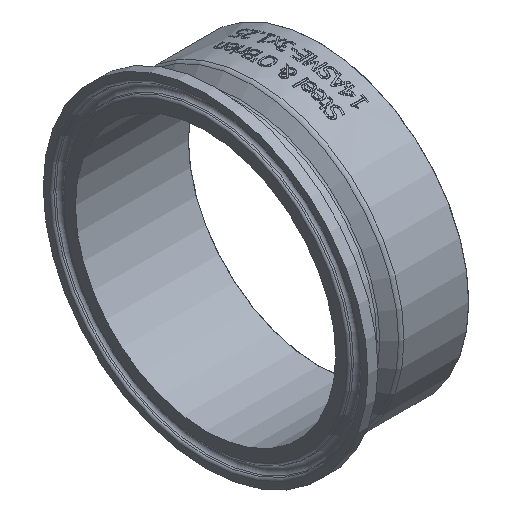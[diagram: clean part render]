
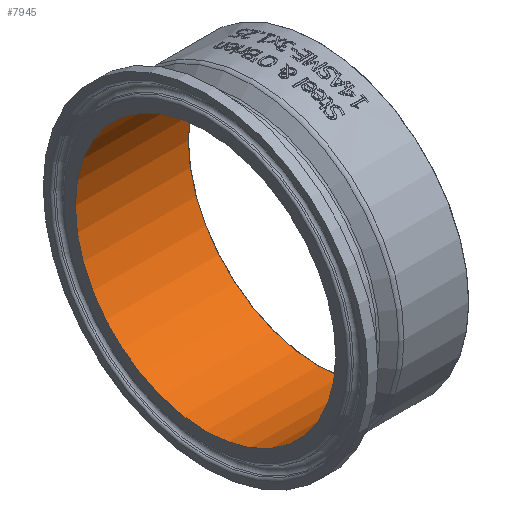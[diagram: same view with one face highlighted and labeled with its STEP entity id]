
A CAD part, isometric view. The second image highlights one B-rep face of the part: STEP entity #7945.
In plain terms, the highlighted cylindrical face has radius 36.449 mm (diameter 72.898 mm), a full revolution.
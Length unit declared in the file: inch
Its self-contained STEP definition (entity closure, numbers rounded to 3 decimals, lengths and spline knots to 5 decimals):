
#923=FACE_OUTER_BOUND('',#1394,.T.);
#1394=EDGE_LOOP('',(#7421,#7422,#7423,#7424,#7425,#7426,#7427));
#1592=CIRCLE('',#8449,1.435);
#1593=CIRCLE('',#8450,1.435);
#1628=CIRCLE('',#8497,1.435);
#1629=CIRCLE('',#8498,1.435);
#1633=CIRCLE('',#8502,1.435);
#2175=LINE('',#17528,#2714);
#2714=VECTOR('',#10127,1.435);
#3837=VERTEX_POINT('',#17426);
#3838=VERTEX_POINT('',#17427);
#3869=VERTEX_POINT('',#17511);
#3870=VERTEX_POINT('',#17512);
#3871=VERTEX_POINT('',#17514);
#5014=EDGE_CURVE('',#3837,#3838,#1592,.T.);
#5015=EDGE_CURVE('',#3838,#3837,#1593,.T.);
#5055=EDGE_CURVE('',#3869,#3870,#1628,.T.);
#5056=EDGE_CURVE('',#3870,#3871,#1629,.T.);
#5060=EDGE_CURVE('',#3871,#3869,#1633,.T.);
#5063=EDGE_CURVE('',#3870,#3838,#2175,.T.);
#7421=ORIENTED_EDGE('',*,*,#5055,.F.);
#7422=ORIENTED_EDGE('',*,*,#5060,.F.);
#7423=ORIENTED_EDGE('',*,*,#5056,.F.);
#7424=ORIENTED_EDGE('',*,*,#5063,.T.);
#7425=ORIENTED_EDGE('',*,*,#5014,.F.);
#7426=ORIENTED_EDGE('',*,*,#5015,.F.);
#7427=ORIENTED_EDGE('',*,*,#5063,.F.);
#7488=CYLINDRICAL_SURFACE('',#8506,1.435);
#7945=ADVANCED_FACE('',(#923),#7488,.F.);
#8449=AXIS2_PLACEMENT_3D('',#17428,#10006,#10007);
#8450=AXIS2_PLACEMENT_3D('',#17429,#10008,#10009);
#8497=AXIS2_PLACEMENT_3D('',#17513,#10107,#10108);
#8498=AXIS2_PLACEMENT_3D('',#17515,#10109,#10110);
#8502=AXIS2_PLACEMENT_3D('',#17521,#10117,#10118);
#8506=AXIS2_PLACEMENT_3D('',#17527,#10125,#10126);
#10006=DIRECTION('center_axis',(1.,0.,0.));
#10007=DIRECTION('ref_axis',(0.,1.,0.));
#10008=DIRECTION('center_axis',(1.,0.,0.));
#10009=DIRECTION('ref_axis',(0.,1.,0.));
#10107=DIRECTION('center_axis',(-1.,0.,0.));
#10108=DIRECTION('ref_axis',(0.,-1.,0.));
#10109=DIRECTION('center_axis',(-1.,0.,0.));
#10110=DIRECTION('ref_axis',(0.,-1.,0.));
#10117=DIRECTION('center_axis',(-1.,0.,0.));
#10118=DIRECTION('ref_axis',(0.,-1.,0.));
#10125=DIRECTION('center_axis',(1.,0.,0.));
#10126=DIRECTION('ref_axis',(0.,1.,0.));
#10127=DIRECTION('',(-1.,0.,0.));
#17426=CARTESIAN_POINT('',(0.,1.435,0.));
#17427=CARTESIAN_POINT('',(0.,-1.435,0.));
#17428=CARTESIAN_POINT('Origin',(0.,0.,0.));
#17429=CARTESIAN_POINT('Origin',(0.,0.,0.));
#17511=CARTESIAN_POINT('',(1.245,1.435,0.));
#17512=CARTESIAN_POINT('',(1.245,-1.435,0.));
#17513=CARTESIAN_POINT('Origin',(1.245,0.,0.));
#17514=CARTESIAN_POINT('',(1.245,0.,1.435));
#17515=CARTESIAN_POINT('Origin',(1.245,0.,0.));
#17521=CARTESIAN_POINT('Origin',(1.245,0.,0.));
#17527=CARTESIAN_POINT('Origin',(0.625,0.,0.));
#17528=CARTESIAN_POINT('',(0.625,-1.435,0.));
